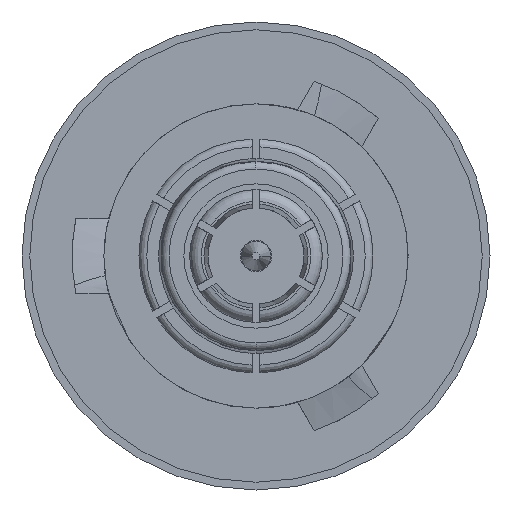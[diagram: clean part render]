
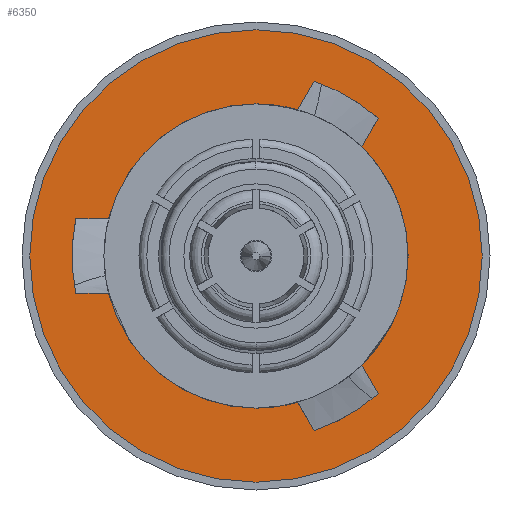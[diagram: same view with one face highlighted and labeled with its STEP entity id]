
A CAD part, left-side view. The second image highlights one B-rep face of the part: STEP entity #6350.
In plain terms, the highlighted face is planar.
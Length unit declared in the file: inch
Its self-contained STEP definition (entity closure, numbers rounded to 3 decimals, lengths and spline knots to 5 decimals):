
#4 = AXIS2_PLACEMENT_3D ( 'NONE', #5378, #8036, #1852 ) ;
#12 = FACE_OUTER_BOUND ( 'NONE', #2925, .T. ) ;
#33 = LINE ( 'NONE', #5484, #5176 ) ;
#58 = CARTESIAN_POINT ( 'NONE',  ( 0., 0.195, 0. ) ) ;
#184 = EDGE_CURVE ( 'NONE', #1427, #4223, #3318, .T. ) ;
#311 = ORIENTED_EDGE ( 'NONE', *, *, #464, .F. ) ;
#368 = CARTESIAN_POINT ( 'NONE',  ( 0., -0.15672, 0.17645 ) ) ;
#414 = CARTESIAN_POINT ( 'NONE',  ( 0., -0.05343, 0.18754 ) ) ;
#439 = CARTESIAN_POINT ( 'NONE',  ( 0., 0.18913, 0.0475 ) ) ;
#464 = EDGE_CURVE ( 'NONE', #974, #7899, #7508, .T. ) ;
#549 = DIRECTION ( 'NONE',  ( 0., 0., 1. ) ) ;
#577 = VECTOR ( 'NONE', #7094, 39.37008 ) ;
#605 = DIRECTION ( 'NONE',  ( 0., 0., 1. ) ) ;
#671 = VERTEX_POINT ( 'NONE', #7347 ) ;
#866 = ORIENTED_EDGE ( 'NONE', *, *, #1574, .T. ) ;
#974 = VERTEX_POINT ( 'NONE', #5183 ) ;
#1015 = CARTESIAN_POINT ( 'NONE',  ( 0., 0., 0. ) ) ;
#1181 = DIRECTION ( 'NONE',  ( -1., 0., 0. ) ) ;
#1286 = VERTEX_POINT ( 'NONE', #414 ) ;
#1350 = DIRECTION ( 'NONE',  ( 0., 0., 1. ) ) ;
#1379 = CARTESIAN_POINT ( 'NONE',  ( 0., 0., 0. ) ) ;
#1393 = CIRCLE ( 'NONE', #2356, 0.195 ) ;
#1427 = VERTEX_POINT ( 'NONE', #7176 ) ;
#1472 = DIRECTION ( 'NONE',  ( 0., 0., 1. ) ) ;
#1510 = CIRCLE ( 'NONE', #6415, 0.195 ) ;
#1574 = EDGE_CURVE ( 'NONE', #6682, #8134, #7313, .T. ) ;
#1699 = VERTEX_POINT ( 'NONE', #7856 ) ;
#1708 = EDGE_LOOP ( 'NONE', ( #4236, #6241, #6186, #8325, #5261, #6210, #3272, #5250, #7805, #7008, #7237, #6575, #5064, #866 ) ) ;
#1729 = DIRECTION ( 'NONE',  ( 0., -1., 0. ) ) ;
#1747 = CARTESIAN_POINT ( 'NONE',  ( 0., -0.1357, -0.14004 ) ) ;
#1775 = EDGE_CURVE ( 'NONE', #7899, #974, #7573, .T. ) ;
#1852 = DIRECTION ( 'NONE',  ( 0., 0., 1. ) ) ;
#1863 = DIRECTION ( 'NONE',  ( 0., 0., 1. ) ) ;
#1881 = DIRECTION ( 'NONE',  ( 0., 0., 1. ) ) ;
#1905 = CARTESIAN_POINT ( 'NONE',  ( 0., 0., 0. ) ) ;
#1962 = CARTESIAN_POINT ( 'NONE',  ( 0., -0.07445, -0.22395 ) ) ;
#1965 = CARTESIAN_POINT ( 'NONE',  ( 0., -0.15672, -0.17645 ) ) ;
#2003 = DIRECTION ( 'NONE',  ( 0., -0.5, -0.866 ) ) ;
#2286 = CARTESIAN_POINT ( 'NONE',  ( 0., 0., -0.195 ) ) ;
#2323 = VECTOR ( 'NONE', #1729, 39.37008 ) ;
#2356 = AXIS2_PLACEMENT_3D ( 'NONE', #7069, #3788, #3732 ) ;
#2383 = LINE ( 'NONE', #5050, #2323 ) ;
#2477 = EDGE_CURVE ( 'NONE', #1286, #671, #3331, .T. ) ;
#2620 = VERTEX_POINT ( 'NONE', #6997 ) ;
#2659 = FACE_BOUND ( 'NONE', #1708, .T. ) ;
#2749 = AXIS2_PLACEMENT_3D ( 'NONE', #1379, #4053, #6730 ) ;
#2881 = VERTEX_POINT ( 'NONE', #1965 ) ;
#2900 = EDGE_CURVE ( 'NONE', #8134, #2881, #4047, .T. ) ;
#2925 = EDGE_LOOP ( 'NONE', ( #7398, #311 ) ) ;
#2970 = VERTEX_POINT ( 'NONE', #439 ) ;
#3013 = DIRECTION ( 'NONE',  ( -1., 0., 0. ) ) ;
#3025 = AXIS2_PLACEMENT_3D ( 'NONE', #8401, #3013, #549 ) ;
#3272 = ORIENTED_EDGE ( 'NONE', *, *, #2477, .T. ) ;
#3297 = DIRECTION ( 'NONE',  ( 0., -0.5, 0.866 ) ) ;
#3318 = CIRCLE ( 'NONE', #2749, 0.236 ) ;
#3331 = CIRCLE ( 'NONE', #4456, 0.195 ) ;
#3431 = EDGE_CURVE ( 'NONE', #671, #2970, #1393, .T. ) ;
#3482 = CARTESIAN_POINT ( 'NONE',  ( 0., 0.23117, 0.0475 ) ) ;
#3516 = CARTESIAN_POINT ( 'NONE',  ( 0., 0.23117, -0.0475 ) ) ;
#3711 = CARTESIAN_POINT ( 'NONE',  ( 0., -0.05343, -0.18754 ) ) ;
#3732 = DIRECTION ( 'NONE',  ( 0., 0., 1. ) ) ;
#3788 = DIRECTION ( 'NONE',  ( -1., 0., 0. ) ) ;
#3942 = EDGE_CURVE ( 'NONE', #2881, #4709, #5919, .T. ) ;
#3946 = EDGE_CURVE ( 'NONE', #4709, #5007, #1510, .T. ) ;
#4047 = CIRCLE ( 'NONE', #4, 0.236 ) ;
#4053 = DIRECTION ( 'NONE',  ( -1., 0., 0. ) ) ;
#4090 = EDGE_CURVE ( 'NONE', #2970, #1427, #4145, .T. ) ;
#4145 = LINE ( 'NONE', #3482, #4736 ) ;
#4223 = VERTEX_POINT ( 'NONE', #3516 ) ;
#4236 = ORIENTED_EDGE ( 'NONE', *, *, #2900, .T. ) ;
#4357 = VERTEX_POINT ( 'NONE', #368 ) ;
#4456 = AXIS2_PLACEMENT_3D ( 'NONE', #6908, #6253, #1472 ) ;
#4533 = DIRECTION ( 'NONE',  ( -1., 0., 0. ) ) ;
#4669 = DIRECTION ( 'NONE',  ( 0., 0., 1. ) ) ;
#4682 = DIRECTION ( 'NONE',  ( -1., 0., 0. ) ) ;
#4709 = VERTEX_POINT ( 'NONE', #1747 ) ;
#4736 = VECTOR ( 'NONE', #6166, 39.37008 ) ;
#4787 = EDGE_CURVE ( 'NONE', #1699, #1286, #8546, .T. ) ;
#4992 = AXIS2_PLACEMENT_3D ( 'NONE', #5833, #5785, #605 ) ;
#5007 = VERTEX_POINT ( 'NONE', #5505 ) ;
#5050 = CARTESIAN_POINT ( 'NONE',  ( 0., 0.23117, -0.0475 ) ) ;
#5064 = ORIENTED_EDGE ( 'NONE', *, *, #7607, .T. ) ;
#5110 = CIRCLE ( 'NONE', #5539, 0.236 ) ;
#5129 = VECTOR ( 'NONE', #2003, 39.37008 ) ;
#5176 = VECTOR ( 'NONE', #3297, 39.37008 ) ;
#5183 = CARTESIAN_POINT ( 'NONE',  ( 0., 0., -0.29 ) ) ;
#5250 = ORIENTED_EDGE ( 'NONE', *, *, #3431, .T. ) ;
#5261 = ORIENTED_EDGE ( 'NONE', *, *, #7218, .T. ) ;
#5297 = VECTOR ( 'NONE', #7185, 39.37008 ) ;
#5378 = CARTESIAN_POINT ( 'NONE',  ( 0., 0., 0. ) ) ;
#5457 = CARTESIAN_POINT ( 'NONE',  ( 0., 0., 0. ) ) ;
#5484 = CARTESIAN_POINT ( 'NONE',  ( 0., -0.15672, 0.17645 ) ) ;
#5505 = CARTESIAN_POINT ( 'NONE',  ( 0., -0.1357, 0.14004 ) ) ;
#5539 = AXIS2_PLACEMENT_3D ( 'NONE', #5457, #6649, #4669 ) ;
#5578 = EDGE_CURVE ( 'NONE', #5007, #4357, #33, .T. ) ;
#5641 = EDGE_CURVE ( 'NONE', #2620, #6463, #6449, .T. ) ;
#5785 = DIRECTION ( 'NONE',  ( -1., 0., 0. ) ) ;
#5833 = CARTESIAN_POINT ( 'NONE',  ( 0., 0., 0. ) ) ;
#5919 = LINE ( 'NONE', #8486, #5297 ) ;
#6166 = DIRECTION ( 'NONE',  ( 0., 1., 0. ) ) ;
#6186 = ORIENTED_EDGE ( 'NONE', *, *, #3946, .T. ) ;
#6210 = ORIENTED_EDGE ( 'NONE', *, *, #4787, .T. ) ;
#6241 = ORIENTED_EDGE ( 'NONE', *, *, #3942, .T. ) ;
#6253 = DIRECTION ( 'NONE',  ( -1., 0., 0. ) ) ;
#6350 = ADVANCED_FACE ( 'NONE', ( #12, #2659 ), #8004, .F. ) ;
#6415 = AXIS2_PLACEMENT_3D ( 'NONE', #7875, #1181, #1881 ) ;
#6449 = CIRCLE ( 'NONE', #7976, 0.195 ) ;
#6463 = VERTEX_POINT ( 'NONE', #2286 ) ;
#6575 = ORIENTED_EDGE ( 'NONE', *, *, #5641, .T. ) ;
#6649 = DIRECTION ( 'NONE',  ( -1., 0., 0. ) ) ;
#6682 = VERTEX_POINT ( 'NONE', #3711 ) ;
#6730 = DIRECTION ( 'NONE',  ( 0., 0., 1. ) ) ;
#6888 = DIRECTION ( 'NONE',  ( 0., 0., 1. ) ) ;
#6902 = CARTESIAN_POINT ( 'NONE',  ( 0., 0., 0.29 ) ) ;
#6908 = CARTESIAN_POINT ( 'NONE',  ( 0., 0., 0. ) ) ;
#6997 = CARTESIAN_POINT ( 'NONE',  ( 0., 0.18913, -0.0475 ) ) ;
#7008 = ORIENTED_EDGE ( 'NONE', *, *, #184, .T. ) ;
#7050 = CARTESIAN_POINT ( 'NONE',  ( 0., -0.07445, 0.22395 ) ) ;
#7069 = CARTESIAN_POINT ( 'NONE',  ( 0., 0., 0. ) ) ;
#7094 = DIRECTION ( 'NONE',  ( 0., 0.5, -0.866 ) ) ;
#7120 = CARTESIAN_POINT ( 'NONE',  ( 0., -0.07445, -0.22395 ) ) ;
#7176 = CARTESIAN_POINT ( 'NONE',  ( 0., 0.23117, 0.0475 ) ) ;
#7185 = DIRECTION ( 'NONE',  ( 0., 0.5, 0.866 ) ) ;
#7218 = EDGE_CURVE ( 'NONE', #4357, #1699, #5110, .T. ) ;
#7237 = ORIENTED_EDGE ( 'NONE', *, *, #7935, .T. ) ;
#7313 = LINE ( 'NONE', #1962, #5129 ) ;
#7347 = CARTESIAN_POINT ( 'NONE',  ( 0., 0., 0.195 ) ) ;
#7398 = ORIENTED_EDGE ( 'NONE', *, *, #1775, .F. ) ;
#7508 = CIRCLE ( 'NONE', #4992, 0.29 ) ;
#7573 = CIRCLE ( 'NONE', #8268, 0.29 ) ;
#7580 = DIRECTION ( 'NONE',  ( -1., 0., 0. ) ) ;
#7607 = EDGE_CURVE ( 'NONE', #6463, #6682, #8481, .T. ) ;
#7805 = ORIENTED_EDGE ( 'NONE', *, *, #4090, .T. ) ;
#7856 = CARTESIAN_POINT ( 'NONE',  ( 0., -0.07445, 0.22395 ) ) ;
#7875 = CARTESIAN_POINT ( 'NONE',  ( 0., 0., 0. ) ) ;
#7899 = VERTEX_POINT ( 'NONE', #6902 ) ;
#7935 = EDGE_CURVE ( 'NONE', #4223, #2620, #2383, .T. ) ;
#7976 = AXIS2_PLACEMENT_3D ( 'NONE', #1015, #7580, #6888 ) ;
#8004 = PLANE ( 'NONE',  #8561 ) ;
#8036 = DIRECTION ( 'NONE',  ( -1., 0., 0. ) ) ;
#8134 = VERTEX_POINT ( 'NONE', #7120 ) ;
#8268 = AXIS2_PLACEMENT_3D ( 'NONE', #1905, #4533, #1863 ) ;
#8325 = ORIENTED_EDGE ( 'NONE', *, *, #5578, .T. ) ;
#8401 = CARTESIAN_POINT ( 'NONE',  ( 0., 0., 0. ) ) ;
#8481 = CIRCLE ( 'NONE', #3025, 0.195 ) ;
#8486 = CARTESIAN_POINT ( 'NONE',  ( 0., -0.15672, -0.17645 ) ) ;
#8546 = LINE ( 'NONE', #7050, #577 ) ;
#8561 = AXIS2_PLACEMENT_3D ( 'NONE', #58, #4682, #1350 ) ;
